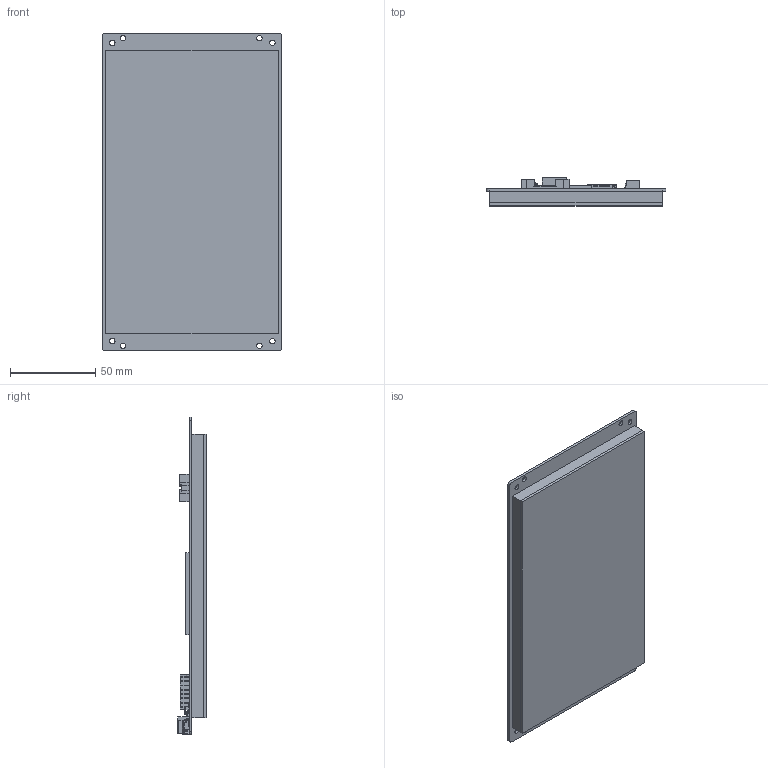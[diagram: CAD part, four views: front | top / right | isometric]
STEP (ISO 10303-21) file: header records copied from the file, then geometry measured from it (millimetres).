
FILE_DESCRIPTION(/* description */ (''),/* implementation_level */ '2;1');
FILE_NAME(/* name */ 'P80480V70C_T07_01.stp',/* time_stamp */ '2019-02-06T10:55:21-02:00',/* author */ ('Reservaa'),/* organization */ (''),/* preprocessor_version */ 'ST-DEVELOPER v17',/* originating_system */ 'Autodesk Inventor 2019',/* authorisation */ '');
FILE_SCHEMA (('AUTOMOTIVE_DESIGN { 1 0 10303 214 3 1 1 }'));
Length unit declared in the file: millimetre
Products named in the file (14): P80480V70C_T07_01; Placa; Tela; Vidro da tela; Processador 7.0; User Library-CR2032_Holder; User Library-CR2032_Holder_Holder_Domyslna; User Library-CR2032_Holder_Pin_minus_Domyslna; User Library-CR2032_Holder_Pin_plus_Domyslna; 8cm de largura; User Library-USB-Mini-B; USB connector menor; 70373119; 70373119_02
Assembly tree (13 placements, depth 3):
  P80480V70C_T07_01
    Placa
    Tela
    Vidro da tela
    Processador 7.0
    User Library-CR2032_Holder
      User Library-CR2032_Holder_Holder_Domyslna
      User Library-CR2032_Holder_Pin_minus_Domyslna
      User Library-CR2032_Holder_Pin_plus_Domyslna
    8cm de largura
    User Library-USB-Mini-B
    USB connector menor
    70373119
      70373119_02
Bounding box: 105.4 x 16.5 x 186.3 mm (x, y, z)
Volume: 169685.2 mm3; surface area: 121575.8 mm2
Topology: 15 solids, 15 shells, 1359 faces, 3993 edges, 2593 vertices
Faces by surface type: plane 1179, cylinder 134, bspline 18, cone 16, sphere 8, torus 4
Full cylindrical faces by diameter (mm): 0.4 x4, 0.5 x4, 1 x4, 2 x2, 3.2 x8
Entity records: 45775 total; most frequent: CARTESIAN_POINT 8494, ORIENTED_EDGE 7970, DIRECTION 7051, EDGE_CURVE 3985, LINE 3563, VECTOR 3563, VERTEX_POINT 2593, AXIS2_PLACEMENT_3D 1744
